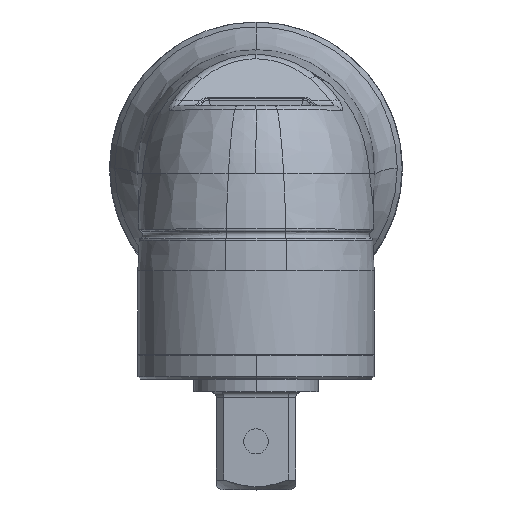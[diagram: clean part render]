
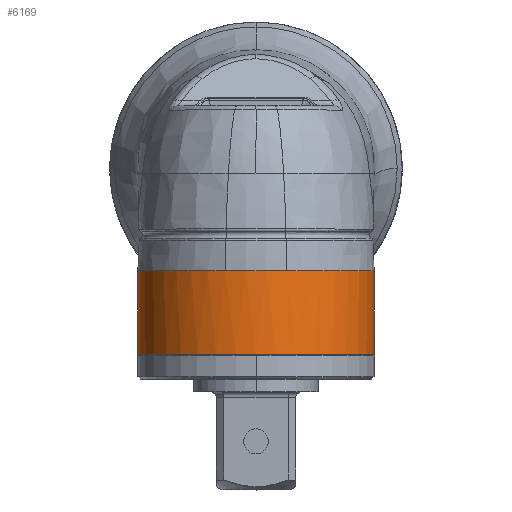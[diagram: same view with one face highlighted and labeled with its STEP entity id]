
A CAD part, top view. The second image highlights one B-rep face of the part: STEP entity #6169.
In plain terms, the highlighted cylindrical face has radius 9.5 mm (diameter 19 mm), a partial arc.
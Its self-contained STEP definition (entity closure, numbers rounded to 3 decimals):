
#657=CARTESIAN_POINT('',(-9.426,-8.285,
-1.183));
#658=CARTESIAN_POINT('',(-9.368,-8.45,
-1.642));
#659=CARTESIAN_POINT('',(-9.187,-8.767,
-2.548));
#660=CARTESIAN_POINT('',(-8.724,-9.22,
-3.842));
#661=CARTESIAN_POINT('',(-8.087,-9.627,
-5.046));
#662=CARTESIAN_POINT('',(-7.295,-9.983,
-6.134));
#663=CARTESIAN_POINT('',(-6.374,-10.284,
-7.085));
#664=CARTESIAN_POINT('',(-5.346,-10.516,
-7.888));
#665=CARTESIAN_POINT('',(-4.229,-10.68,
-8.54));
#666=CARTESIAN_POINT('',(-3.425,-10.748,
-8.872));
#667=CARTESIAN_POINT('',(-3.012,-10.773,
-9.01));
#669=CARTESIAN_POINT('',(-3.012,-10.773,
-9.01));
#854=CARTESIAN_POINT('',(0.,-11.,0.));
#855=DIRECTION('',(0.,-1.,0.));
#856=DIRECTION('',(0.317,0.,-0.948));
#857=AXIS2_PLACEMENT_3D('',#854,#855,#856);
#859=DIRECTION('',(0.,-1.,0.));
#860=VECTOR('',#859,4.);
#861=CARTESIAN_POINT('',(3.579,-11.,-8.8));
#862=LINE('',#861,#860);
#863=CARTESIAN_POINT('',(0.,-15.,0.));
#864=DIRECTION('',(0.,-1.,0.));
#865=DIRECTION('',(0.377,0.,-0.926));
#866=AXIS2_PLACEMENT_3D('',#863,#864,#865);
#868=DIRECTION('',(0.,-1.,0.));
#869=VECTOR('',#868,4.);
#870=CARTESIAN_POINT('',(-3.579,-11.,-8.8));
#871=LINE('',#870,#869);
#872=CARTESIAN_POINT('',(0.,-11.,0.));
#873=DIRECTION('',(0.,-1.,0.));
#874=DIRECTION('',(-0.377,0.,-0.926));
#875=AXIS2_PLACEMENT_3D('',#872,#873,#874);
#877=DIRECTION('',(0.,1.,0.));
#878=VECTOR('',#877,0.227);
#879=CARTESIAN_POINT('',(-3.012,-11.,-9.01));
#880=LINE('',#879,#878);
#881=CARTESIAN_POINT('',(0.,-8.285,0.));
#882=DIRECTION('',(0.,1.,0.));
#883=DIRECTION('',(-0.259,0.,0.966));
#884=AXIS2_PLACEMENT_3D('',#881,#882,#883);
#886=DIRECTION('',(0.,-1.,0.));
#887=VECTOR('',#886,0.227);
#888=CARTESIAN_POINT('',(3.012,-10.773,-9.01));
#889=LINE('',#888,#887);
#980=CARTESIAN_POINT('',(0.,-8.285,0.));
#981=DIRECTION('',(0.,1.,0.));
#982=DIRECTION('',(-0.992,0.,-0.125));
#983=AXIS2_PLACEMENT_3D('',#980,#981,#982);
#1312=CARTESIAN_POINT('',(3.012,-10.773,
-9.01));
#1314=CARTESIAN_POINT('',(9.426,-8.285,
-1.183));
#1315=CARTESIAN_POINT('',(9.368,-8.45,
-1.642));
#1316=CARTESIAN_POINT('',(9.187,-8.767,
-2.548));
#1317=CARTESIAN_POINT('',(8.724,-9.22,
-3.842));
#1318=CARTESIAN_POINT('',(8.087,-9.627,
-5.046));
#1319=CARTESIAN_POINT('',(7.295,-9.983,
-6.134));
#1320=CARTESIAN_POINT('',(6.374,-10.284,
-7.085));
#1321=CARTESIAN_POINT('',(5.346,-10.516,
-7.888));
#1322=CARTESIAN_POINT('',(4.229,-10.68,
-8.54));
#1323=CARTESIAN_POINT('',(3.425,-10.748,
-8.872));
#1324=CARTESIAN_POINT('',(3.012,-10.773,
-9.01));
#1679=CARTESIAN_POINT('',(0.,-8.285,0.));
#1680=DIRECTION('',(0.,-1.,0.));
#1681=DIRECTION('',(0.992,0.,-0.125));
#1682=AXIS2_PLACEMENT_3D('',#1679,#1680,#1681);
#3932=CARTESIAN_POINT('',(9.426,-8.285,
-1.183));
#3933=CARTESIAN_POINT('',(2.459,-8.285,9.176));
#3934=VERTEX_POINT('',#3932);
#3935=VERTEX_POINT('',#3933);
#3937=CARTESIAN_POINT('',(-9.426,-8.285,
-1.183));
#3938=CARTESIAN_POINT('',(-2.459,-8.285,
9.176));
#3939=VERTEX_POINT('',#3937);
#3940=VERTEX_POINT('',#3938);
#4184=VERTEX_POINT('',#1312);
#4203=VERTEX_POINT('',#669);
#4213=CARTESIAN_POINT('',(3.012,-11.,-9.01));
#4214=CARTESIAN_POINT('',(3.579,-11.,-8.8));
#4215=VERTEX_POINT('',#4213);
#4216=VERTEX_POINT('',#4214);
#4217=CARTESIAN_POINT('',(-3.579,-11.,-8.8));
#4218=CARTESIAN_POINT('',(-3.012,-11.,-9.01));
#4219=VERTEX_POINT('',#4217);
#4220=VERTEX_POINT('',#4218);
#4221=CARTESIAN_POINT('',(-3.579,-15.,-8.8));
#4222=VERTEX_POINT('',#4221);
#4223=CARTESIAN_POINT('',(3.579,-15.,-8.8));
#4224=VERTEX_POINT('',#4223);
#6144=CARTESIAN_POINT('',(0.,-13.215,0.));
#6145=DIRECTION('',(0.,-1.,0.));
#6146=DIRECTION('',(-1.,0.,0.));
#6147=AXIS2_PLACEMENT_3D('',#6144,#6145,#6146);
#6148=CYLINDRICAL_SURFACE('',#6147,9.5);
#6149=ORIENTED_EDGE('',*,*,#5577,.T.);
#6151=ORIENTED_EDGE('',*,*,#6150,.T.);
#6152=ORIENTED_EDGE('',*,*,#5302,.T.);
#6153=ORIENTED_EDGE('',*,*,#5435,.F.);
#6154=ORIENTED_EDGE('',*,*,#5550,.T.);
#6156=ORIENTED_EDGE('',*,*,#6155,.T.);
#6157=ORIENTED_EDGE('',*,*,#5766,.F.);
#6159=ORIENTED_EDGE('',*,*,#6158,.T.);
#6161=ORIENTED_EDGE('',*,*,#6160,.T.);
#6163=ORIENTED_EDGE('',*,*,#6162,.F.);
#6165=ORIENTED_EDGE('',*,*,#6164,.T.);
#6166=ORIENTED_EDGE('',*,*,#6124,.T.);
#6167=EDGE_LOOP('',(#6149,#6151,#6152,#6153,#6154,#6156,#6157,#6159,#6161,#6163,
#6165,#6166));
#6168=FACE_OUTER_BOUND('',#6167,.F.);
#6169=ADVANCED_FACE('',(#6168),#6148,.T.);
#668=B_SPLINE_CURVE_WITH_KNOTS('',3,(#657,#658,#659,#660,#661,#662,#663,#664,
#665,#666,#667),.UNSPECIFIED.,.F.,.F.,(4,1,1,1,1,1,1,1,4),(0.,0.125,0.25,
0.375,0.5,0.625,0.75,0.875,1.),.UNSPECIFIED.);
#858=CIRCLE('',#857,9.5);
#867=CIRCLE('',#866,9.5);
#876=CIRCLE('',#875,9.5);
#885=CIRCLE('',#884,9.5);
#984=CIRCLE('',#983,9.5);
#1325=B_SPLINE_CURVE_WITH_KNOTS('',3,(#1314,#1315,#1316,#1317,#1318,#1319,#1320,
#1321,#1322,#1323,#1324),.UNSPECIFIED.,.F.,.F.,(4,1,1,1,1,1,1,1,4),(0.,
0.125,0.25,0.375,0.5,0.625,0.75,0.875,1.),.UNSPECIFIED.);
#1683=CIRCLE('',#1682,9.5);
#5302=EDGE_CURVE('',#4224,#4222,#867,.T.);
#5435=EDGE_CURVE('',#4219,#4222,#871,.T.);
#5550=EDGE_CURVE('',#4219,#4220,#876,.T.);
#5577=EDGE_CURVE('',#4215,#4216,#858,.T.);
#5766=EDGE_CURVE('',#3939,#4203,#668,.T.);
#6124=EDGE_CURVE('',#4184,#4215,#889,.T.);
#6150=EDGE_CURVE('',#4216,#4224,#862,.T.);
#6155=EDGE_CURVE('',#4220,#4203,#880,.T.);
#6158=EDGE_CURVE('',#3939,#3940,#984,.T.);
#6160=EDGE_CURVE('',#3940,#3935,#885,.T.);
#6162=EDGE_CURVE('',#3934,#3935,#1683,.T.);
#6164=EDGE_CURVE('',#3934,#4184,#1325,.T.);
